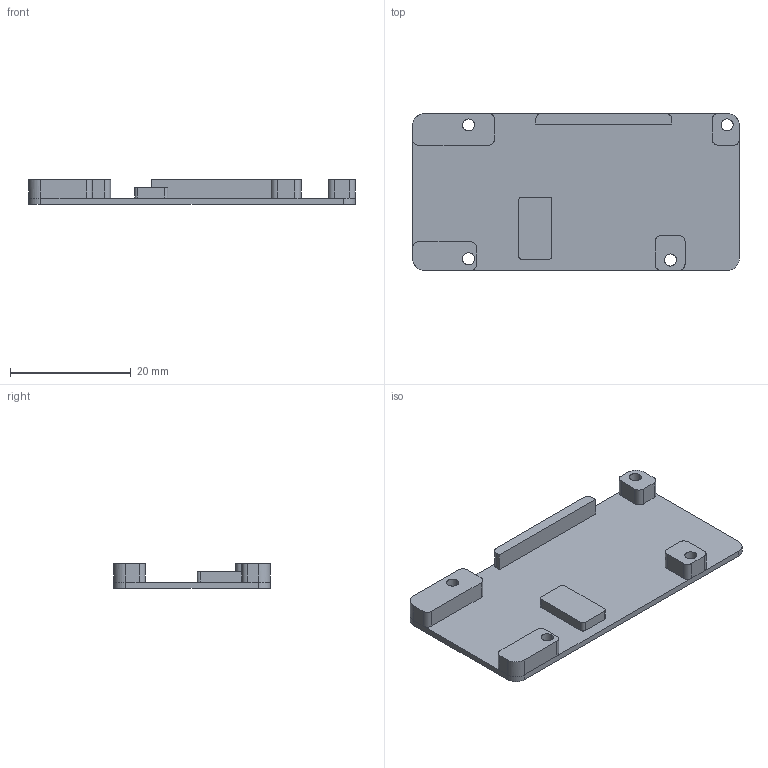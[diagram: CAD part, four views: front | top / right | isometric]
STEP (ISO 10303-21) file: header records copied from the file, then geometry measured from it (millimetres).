
FILE_DESCRIPTION(/* description */ (''),/* implementation_level */ '2;1');
FILE_NAME(/* name */ 'STEC8B5',/* time_stamp */ '2024-12-25T09:29:46+08:00',/* author */ (''),/* organization */ (''),/* preprocessor_version */ 'ST-DEVELOPER v16.5',/* originating_system */ '',/* authorisation */ '');
FILE_SCHEMA (('CONFIG_CONTROL_DESIGN'));
Length unit declared in the file: millimetre
Products named in the file (1): Document
Bounding box: 54.08 x 25.97 x 4 mm (x, y, z)
Volume: 2057 mm3; surface area: 3524.4 mm2
Topology: 1 solids, 1 shells, 86 faces, 217 edges, 134 vertices
Faces by surface type: cylinder 42, plane 36, bspline 8
Entity records: 2396 total; most frequent: CARTESIAN_POINT 873, ORIENTED_EDGE 434, EDGE_CURVE 217, B_SPLINE_CURVE_WITH_KNOTS 136, VERTEX_POINT 134, EDGE_LOOP 95, ADVANCED_FACE 86, FACE_OUTER_BOUND 86
